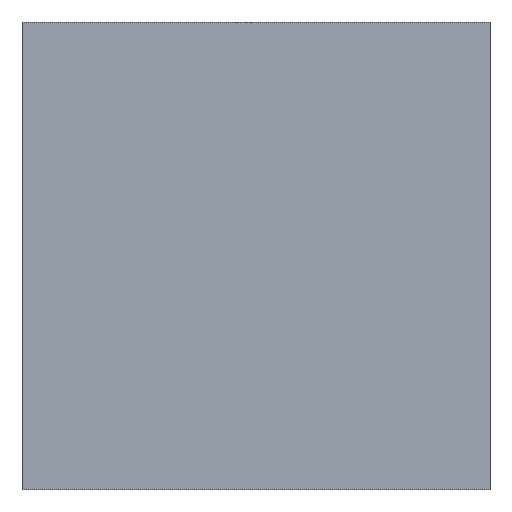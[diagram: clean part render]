
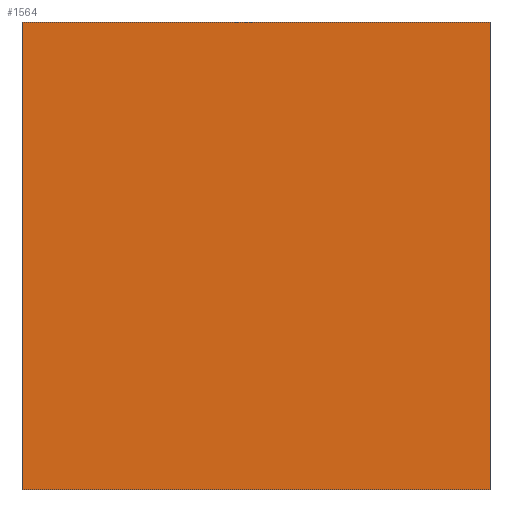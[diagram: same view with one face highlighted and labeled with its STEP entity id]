
A CAD part, front view. The second image highlights one B-rep face of the part: STEP entity #1564.
In plain terms, the highlighted planar face has unit normal (0, -1, 0).
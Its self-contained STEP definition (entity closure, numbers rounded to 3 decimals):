
#94 = LINE ( 'NONE', #2297, #424 ) ;
#133 = CARTESIAN_POINT ( 'NONE',  ( -14., -1., 14. ) ) ;
#160 = VERTEX_POINT ( 'NONE', #859 ) ;
#240 = LINE ( 'NONE', #1520, #1192 ) ;
#308 = VECTOR ( 'NONE', #1843, 1000. ) ;
#418 = DIRECTION ( 'NONE',  ( 0., 0., 1. ) ) ;
#424 = VECTOR ( 'NONE', #418, 1000. ) ;
#490 = FACE_OUTER_BOUND ( 'NONE', #1453, .T. ) ;
#524 = CARTESIAN_POINT ( 'NONE',  ( -14., -1., -14. ) ) ;
#596 = EDGE_CURVE ( 'NONE', #160, #1618, #240, .T. ) ;
#600 = CARTESIAN_POINT ( 'NONE',  ( 0., -1., 0. ) ) ;
#609 = ORIENTED_EDGE ( 'NONE', *, *, #652, .T. ) ;
#652 = EDGE_CURVE ( 'NONE', #1760, #799, #833, .T. ) ;
#733 = EDGE_CURVE ( 'NONE', #1618, #1760, #1326, .T. ) ;
#799 = VERTEX_POINT ( 'NONE', #1738 ) ;
#810 = DIRECTION ( 'NONE',  ( 0., 0., -1. ) ) ;
#833 = LINE ( 'NONE', #524, #308 ) ;
#859 = CARTESIAN_POINT ( 'NONE',  ( 14., -1., 14. ) ) ;
#880 = ORIENTED_EDGE ( 'NONE', *, *, #1354, .T. ) ;
#943 = CARTESIAN_POINT ( 'NONE',  ( -14., -1., -14. ) ) ;
#983 = PLANE ( 'NONE',  #2133 ) ;
#1087 = DIRECTION ( 'NONE',  ( -1., 0., 0. ) ) ;
#1192 = VECTOR ( 'NONE', #1087, 1000. ) ;
#1326 = LINE ( 'NONE', #1678, #2253 ) ;
#1354 = EDGE_CURVE ( 'NONE', #799, #160, #94, .T. ) ;
#1453 = EDGE_LOOP ( 'NONE', ( #880, #2294, #1787, #609 ) ) ;
#1520 = CARTESIAN_POINT ( 'NONE',  ( 14., -1., 14. ) ) ;
#1564 = ADVANCED_FACE ( 'NONE', ( #490 ), #983, .T. ) ;
#1618 = VERTEX_POINT ( 'NONE', #133 ) ;
#1678 = CARTESIAN_POINT ( 'NONE',  ( -14., -1., 14. ) ) ;
#1738 = CARTESIAN_POINT ( 'NONE',  ( 14., -1., -14. ) ) ;
#1760 = VERTEX_POINT ( 'NONE', #943 ) ;
#1787 = ORIENTED_EDGE ( 'NONE', *, *, #733, .T. ) ;
#1843 = DIRECTION ( 'NONE',  ( 1., 0., 0. ) ) ;
#1917 = DIRECTION ( 'NONE',  ( 0., 0., -1. ) ) ;
#1922 = DIRECTION ( 'NONE',  ( 0., -1., 0. ) ) ;
#2133 = AXIS2_PLACEMENT_3D ( 'NONE', #600, #1922, #810 ) ;
#2253 = VECTOR ( 'NONE', #1917, 1000. ) ;
#2294 = ORIENTED_EDGE ( 'NONE', *, *, #596, .T. ) ;
#2297 = CARTESIAN_POINT ( 'NONE',  ( 14., -1., -14. ) ) ;
